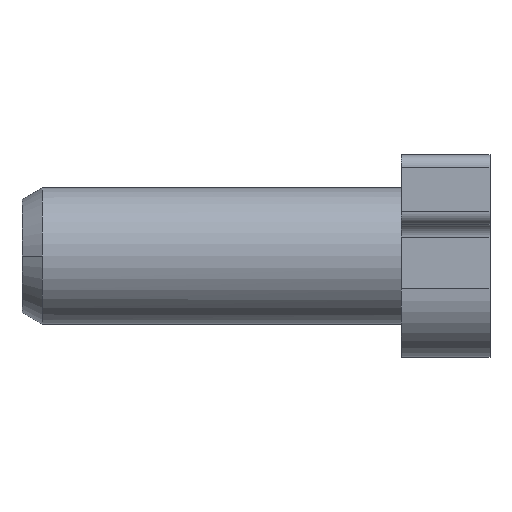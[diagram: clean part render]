
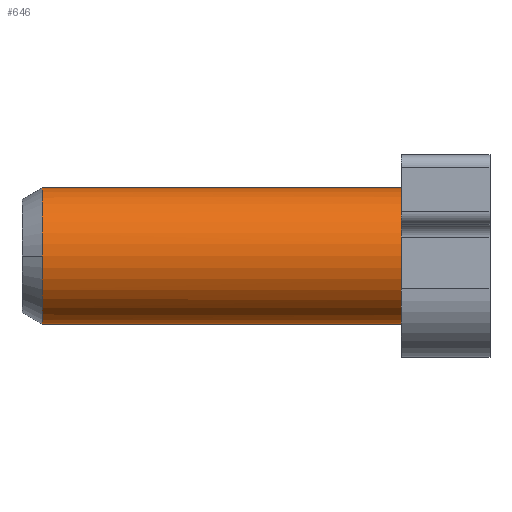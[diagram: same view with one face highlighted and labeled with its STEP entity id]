
A CAD part, left-side view. The second image highlights one B-rep face of the part: STEP entity #646.
In plain terms, the highlighted cylindrical face has radius 2.7 mm (diameter 5.4 mm), a partial arc.
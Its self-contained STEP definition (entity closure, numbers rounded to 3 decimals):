
#104 = AXIS2_PLACEMENT_3D ( 'NONE', #1478, #1561, #2885 ) ;
#203 = VERTEX_POINT ( 'NONE', #1314 ) ;
#289 = DIRECTION ( 'NONE',  ( 1., 0., 0. ) ) ;
#319 = AXIS2_PLACEMENT_3D ( 'NONE', #2850, #1203, #1161 ) ;
#353 = VERTEX_POINT ( 'NONE', #393 ) ;
#393 = CARTESIAN_POINT ( 'NONE',  ( -0.742, 6.5, 2.389 ) ) ;
#497 = ORIENTED_EDGE ( 'NONE', *, *, #915, .T. ) ;
#514 = ORIENTED_EDGE ( 'NONE', *, *, #3754, .T. ) ;
#550 = VERTEX_POINT ( 'NONE', #2034 ) ;
#562 = LINE ( 'NONE', #2618, #2736 ) ;
#595 = CARTESIAN_POINT ( 'NONE',  ( -2., 6.5, 2.7 ) ) ;
#607 = CIRCLE ( 'NONE', #319, 2.7 ) ;
#636 = VERTEX_POINT ( 'NONE', #595 ) ;
#646 = ADVANCED_FACE ( 'Defeature ausgef�hrt2_12', ( #4247 ), #4185, .T. ) ;
#669 = LINE ( 'NONE', #2968, #3428 ) ;
#888 = AXIS2_PLACEMENT_3D ( 'NONE', #2806, #4141, #1995 ) ;
#915 = EDGE_CURVE ( 'Defeature ausgef�hrt2_12+Defeature ausgef�hrt2_5+Defeature ausgef�hrt2_17+Defeature ausgef�hrt2_18', #1363, #2636, #4132, .T. ) ;
#924 = ORIENTED_EDGE ( 'NONE', *, *, #3747, .T. ) ;
#939 = CARTESIAN_POINT ( 'NONE',  ( -0.742, 17.7, 2.389 ) ) ;
#987 = EDGE_CURVE ( 'Defeature ausgef�hrt2_12+Defeature ausgef�hrt2_18+Defeature ausgef�hrt2_5+Defeature ausgef�hrt2_10', #2636, #636, #669, .T. ) ;
#1161 = DIRECTION ( 'NONE',  ( -1., 0., 0. ) ) ;
#1203 = DIRECTION ( 'NONE',  ( 0., -1., 0. ) ) ;
#1205 = DIRECTION ( 'NONE',  ( 0., 1., 0. ) ) ;
#1247 = DIRECTION ( 'NONE',  ( 1., 0., 0. ) ) ;
#1255 = CARTESIAN_POINT ( 'NONE',  ( -2., 3.5, -2.7 ) ) ;
#1314 = CARTESIAN_POINT ( 'NONE',  ( -4.7, 17.7, 0. ) ) ;
#1356 = VECTOR ( 'NONE', #3827, 1000. ) ;
#1362 = DIRECTION ( 'NONE',  ( 0., -1., 0. ) ) ;
#1363 = VERTEX_POINT ( 'NONE', #1255 ) ;
#1478 = CARTESIAN_POINT ( 'NONE',  ( -2., 3.5, 0. ) ) ;
#1561 = DIRECTION ( 'NONE',  ( 0., 1., 0. ) ) ;
#1646 = ORIENTED_EDGE ( 'NONE', *, *, #987, .T. ) ;
#1840 = VERTEX_POINT ( 'NONE', #1899 ) ;
#1899 = CARTESIAN_POINT ( 'NONE',  ( -2., 6.5, -2.7 ) ) ;
#1912 = CIRCLE ( 'NONE', #2389, 2.7 ) ;
#1995 = DIRECTION ( 'NONE',  ( 1., 0., 0. ) ) ;
#2006 = CARTESIAN_POINT ( 'NONE',  ( -2., 17.7, 0. ) ) ;
#2034 = CARTESIAN_POINT ( 'NONE',  ( -0.742, 6.5, -2.389 ) ) ;
#2041 = ORIENTED_EDGE ( 'NONE', *, *, #2924, .F. ) ;
#2063 = ORIENTED_EDGE ( 'NONE', *, *, #3835, .F. ) ;
#2186 = LINE ( 'NONE', #3449, #1356 ) ;
#2295 = CARTESIAN_POINT ( 'NONE',  ( -2., 3.5, 2.7 ) ) ;
#2301 = CARTESIAN_POINT ( 'NONE',  ( -2., 6.5, 0. ) ) ;
#2389 = AXIS2_PLACEMENT_3D ( 'NONE', #2006, #1362, #4017 ) ;
#2561 = VERTEX_POINT ( 'NONE', #939 ) ;
#2618 = CARTESIAN_POINT ( 'NONE',  ( -0.742, 11.35, 2.389 ) ) ;
#2636 = VERTEX_POINT ( 'NONE', #2295 ) ;
#2733 = EDGE_CURVE ( 'Defeature ausgef�hrt2_12+Defeature ausgef�hrt2_13+Defeature ausgef�hrt2_32+Defeature ausgef�hrt2_34', #203, #3879, #1912, .T. ) ;
#2736 = VECTOR ( 'NONE', #2925, 1000. ) ;
#2746 = AXIS2_PLACEMENT_3D ( 'NONE', #2301, #3598, #289 ) ;
#2806 = CARTESIAN_POINT ( 'NONE',  ( -2., 6.5, 0. ) ) ;
#2808 = EDGE_CURVE ( 'Defeature ausgef�hrt2_34+Defeature ausgef�hrt2_12+Defeature ausgef�hrt2_3+Defeature ausgef�hrt2_13', #550, #3879, #2186, .T. ) ;
#2850 = CARTESIAN_POINT ( 'NONE',  ( -2., 17.7, 0. ) ) ;
#2885 = DIRECTION ( 'NONE',  ( 1., 0., 0. ) ) ;
#2918 = LINE ( 'NONE', #3980, #3874 ) ;
#2924 = EDGE_CURVE ( 'Defeature ausgef�hrt2_32+Defeature ausgef�hrt2_12+Defeature ausgef�hrt2_13+Defeature ausgef�hrt2_10', #2561, #353, #562, .T. ) ;
#2925 = DIRECTION ( 'NONE',  ( 0., -1., 0. ) ) ;
#2968 = CARTESIAN_POINT ( 'NONE',  ( -2., 3.5, 2.7 ) ) ;
#3293 = DIRECTION ( 'NONE',  ( 0., 1., 0. ) ) ;
#3348 = EDGE_LOOP ( 'NONE', ( #2041, #3882, #3377, #3917, #514, #2063, #497, #1646, #924 ) ) ;
#3372 = CIRCLE ( 'NONE', #888, 2.7 ) ;
#3377 = ORIENTED_EDGE ( 'NONE', *, *, #2733, .T. ) ;
#3428 = VECTOR ( 'NONE', #3293, 1000. ) ;
#3449 = CARTESIAN_POINT ( 'NONE',  ( -0.742, 11.35, -2.389 ) ) ;
#3591 = CIRCLE ( 'NONE', #2746, 2.7 ) ;
#3598 = DIRECTION ( 'NONE',  ( 0., 1., 0. ) ) ;
#3615 = CARTESIAN_POINT ( 'NONE',  ( -0.742, 17.7, -2.389 ) ) ;
#3747 = EDGE_CURVE ( 'Defeature ausgef�hrt2_12+Defeature ausgef�hrt2_10+Defeature ausgef�hrt2_18+Defeature ausgef�hrt2_32', #636, #353, #3372, .T. ) ;
#3754 = EDGE_CURVE ( 'Defeature ausgef�hrt2_12+Defeature ausgef�hrt2_3+Defeature ausgef�hrt2_34+Defeature ausgef�hrt2_17', #550, #1840, #3591, .T. ) ;
#3820 = AXIS2_PLACEMENT_3D ( 'NONE', #4227, #1205, #1247 ) ;
#3827 = DIRECTION ( 'NONE',  ( 0., 1., 0. ) ) ;
#3835 = EDGE_CURVE ( 'Defeature ausgef�hrt2_17+Defeature ausgef�hrt2_12+Defeature ausgef�hrt2_5+Defeature ausgef�hrt2_3', #1363, #1840, #2918, .T. ) ;
#3874 = VECTOR ( 'NONE', #3965, 1000. ) ;
#3879 = VERTEX_POINT ( 'NONE', #3615 ) ;
#3882 = ORIENTED_EDGE ( 'NONE', *, *, #4036, .T. ) ;
#3917 = ORIENTED_EDGE ( 'NONE', *, *, #2808, .F. ) ;
#3965 = DIRECTION ( 'NONE',  ( 0., 1., 0. ) ) ;
#3980 = CARTESIAN_POINT ( 'NONE',  ( -2., 3.5, -2.7 ) ) ;
#4017 = DIRECTION ( 'NONE',  ( -1., 0., 0. ) ) ;
#4036 = EDGE_CURVE ( 'Defeature ausgef�hrt2_12+Defeature ausgef�hrt2_13+Defeature ausgef�hrt2_32+Defeature ausgef�hrt2_34', #2561, #203, #607, .T. ) ;
#4132 = CIRCLE ( 'NONE', #104, 2.7 ) ;
#4141 = DIRECTION ( 'NONE',  ( 0., 1., 0. ) ) ;
#4185 = CYLINDRICAL_SURFACE ( 'NONE', #3820, 2.7 ) ;
#4227 = CARTESIAN_POINT ( 'NONE',  ( -2., 6.5, 0. ) ) ;
#4247 = FACE_OUTER_BOUND ( 'NONE', #3348, .T. ) ;
